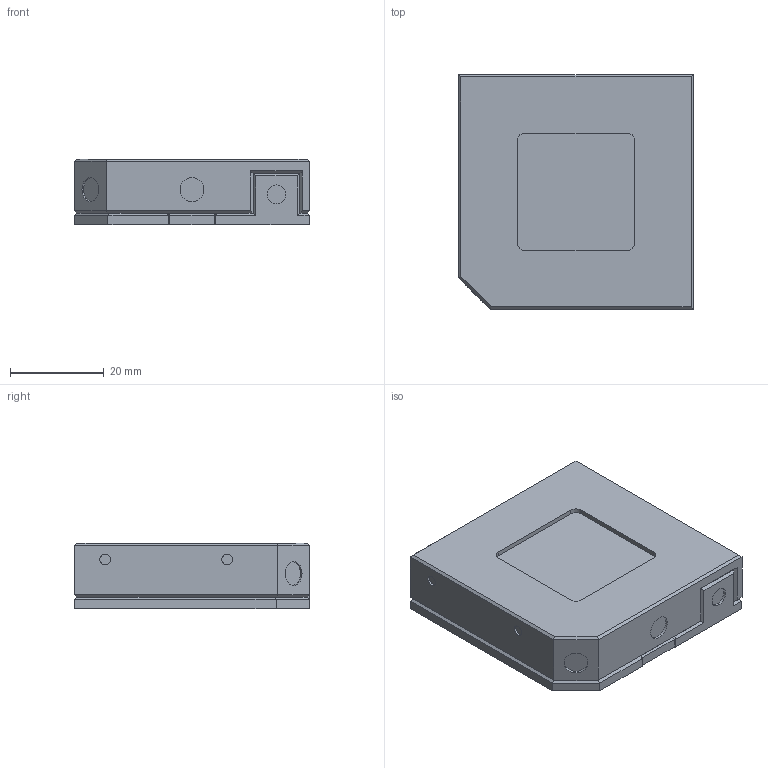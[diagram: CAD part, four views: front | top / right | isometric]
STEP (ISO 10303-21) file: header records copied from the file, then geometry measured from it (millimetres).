
FILE_DESCRIPTION (( 'STEP AP203' ), '1' );
FILE_NAME ('SK-9692 QE25LP-S-MB.STEP', '2017-07-26T14:51:30', ( '' ), ( '' ), 'SwSTEP 2.0', 'SolidWorks 2016', '' );
FILE_SCHEMA (( 'CONFIG_CONTROL_DESIGN' ));
Length unit declared in the file: millimetre
Products named in the file (1): SK-9692 QE25LP-S-MB
Bounding box: 50 x 50 x 14 mm (x, y, z)
Volume: 33893.4 mm3; surface area: 8151.9 mm2
Topology: 2 solids, 4 shells, 2782 faces, 7996 edges, 5305 vertices
Faces by surface type: plane 2662, cylinder 63, cone 45, torus 6, bspline 6
Entity records: 91133 total; most frequent: CARTESIAN_POINT 18231, ORIENTED_EDGE 15992, DIRECTION 13604, EDGE_CURVE 7996, LINE 7754, VECTOR 7754, VERTEX_POINT 5305, AXIS2_PLACEMENT_3D 2925
